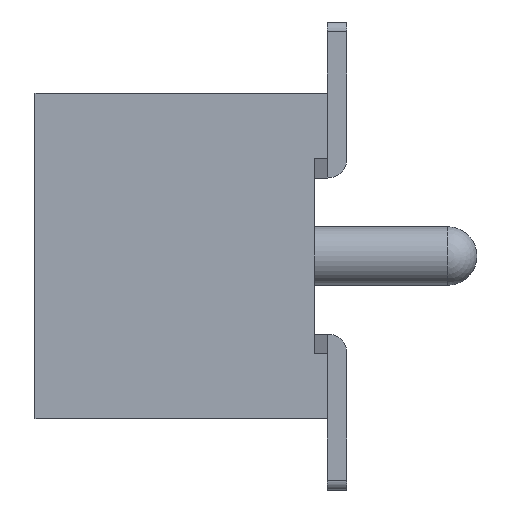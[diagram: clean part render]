
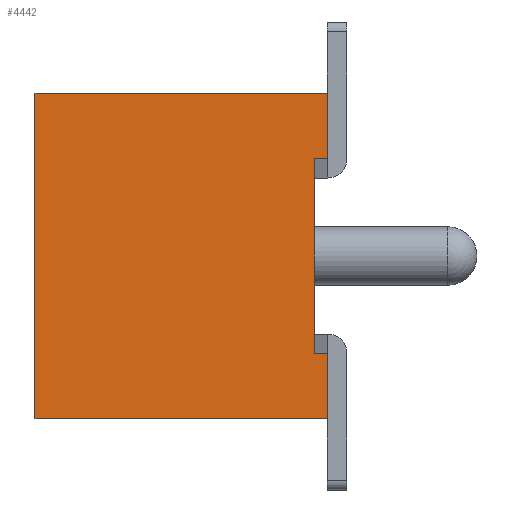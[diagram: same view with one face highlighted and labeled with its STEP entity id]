
A CAD part, left-side view. The second image highlights one B-rep face of the part: STEP entity #4442.
In plain terms, the highlighted planar face has unit normal (-1, 0, 0).
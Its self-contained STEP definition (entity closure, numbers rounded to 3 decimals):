
#664 = LINE ( 'NONE', #9663, #7833 ) ;
#1258 = CARTESIAN_POINT ( 'NONE',  ( -3.2, 0.25, -0.75 ) ) ;
#1344 = DIRECTION ( 'NONE',  ( 0., 0., 1. ) ) ;
#1543 = VECTOR ( 'NONE', #14457, 1000. ) ;
#2349 = VERTEX_POINT ( 'NONE', #25277 ) ;
#2480 = VECTOR ( 'NONE', #9250, 1000. ) ;
#3945 = VERTEX_POINT ( 'NONE', #24650 ) ;
#4282 = VERTEX_POINT ( 'NONE', #17262 ) ;
#4442 = ADVANCED_FACE ( 'NONE', ( #13298 ), #11700, .F. ) ;
#4850 = VERTEX_POINT ( 'NONE', #13035 ) ;
#5138 = LINE ( 'NONE', #17726, #18651 ) ;
#5636 = VECTOR ( 'NONE', #22279, 1000. ) ;
#6348 = EDGE_CURVE ( 'NONE', #2349, #21646, #12554, .T. ) ;
#6591 = VERTEX_POINT ( 'NONE', #12663 ) ;
#7510 = VERTEX_POINT ( 'NONE', #17879 ) ;
#7833 = VECTOR ( 'NONE', #26079, 1000. ) ;
#8190 = CARTESIAN_POINT ( 'NONE',  ( -3.2, 0.15, -1.25 ) ) ;
#8329 = ORIENTED_EDGE ( 'NONE', *, *, #9681, .F. ) ;
#8471 = VECTOR ( 'NONE', #1344, 1000. ) ;
#8687 = CARTESIAN_POINT ( 'NONE',  ( -3.2, 0.15, 1.25 ) ) ;
#9250 = DIRECTION ( 'NONE',  ( 0., 0., 1. ) ) ;
#9663 = CARTESIAN_POINT ( 'NONE',  ( -3.2, -0.25, -0.75 ) ) ;
#9681 = EDGE_CURVE ( 'NONE', #7510, #12875, #23958, .T. ) ;
#9817 = DIRECTION ( 'NONE',  ( 0., 0., -1. ) ) ;
#10145 = EDGE_CURVE ( 'NONE', #6591, #2349, #664, .T. ) ;
#11030 = VECTOR ( 'NONE', #21953, 1000. ) ;
#11393 = CARTESIAN_POINT ( 'NONE',  ( -3.2, 0.15, 1.25 ) ) ;
#11700 = PLANE ( 'NONE',  #25458 ) ;
#11767 = CARTESIAN_POINT ( 'NONE',  ( -3.2, 2.4, 1.25 ) ) ;
#12427 = ORIENTED_EDGE ( 'NONE', *, *, #26290, .T. ) ;
#12554 = LINE ( 'NONE', #8190, #1543 ) ;
#12663 = CARTESIAN_POINT ( 'NONE',  ( -3.2, 0.25, -0.75 ) ) ;
#12875 = VERTEX_POINT ( 'NONE', #8687 ) ;
#13035 = CARTESIAN_POINT ( 'NONE',  ( -3.2, 0.25, 0.75 ) ) ;
#13298 = FACE_OUTER_BOUND ( 'NONE', #16678, .T. ) ;
#13915 = LINE ( 'NONE', #1258, #8471 ) ;
#14005 = ORIENTED_EDGE ( 'NONE', *, *, #10145, .F. ) ;
#14165 = EDGE_CURVE ( 'NONE', #4282, #21646, #23258, .T. ) ;
#14457 = DIRECTION ( 'NONE',  ( 0., 0., -1. ) ) ;
#15630 = ORIENTED_EDGE ( 'NONE', *, *, #17332, .T. ) ;
#15846 = DIRECTION ( 'NONE',  ( 1., 0., 0. ) ) ;
#16031 = CARTESIAN_POINT ( 'NONE',  ( -3.2, 2.4, -1.25 ) ) ;
#16678 = EDGE_LOOP ( 'NONE', ( #22078, #20613, #23350, #14005, #15630, #20173, #12427, #8329 ) ) ;
#17262 = CARTESIAN_POINT ( 'NONE',  ( -3.2, 2.4, -1.25 ) ) ;
#17332 = EDGE_CURVE ( 'NONE', #6591, #4850, #13915, .T. ) ;
#17651 = DIRECTION ( 'NONE',  ( 0., -1., 0. ) ) ;
#17726 = CARTESIAN_POINT ( 'NONE',  ( -3.2, 2.4, 1.25 ) ) ;
#17879 = CARTESIAN_POINT ( 'NONE',  ( -3.2, 2.4, 1.25 ) ) ;
#18651 = VECTOR ( 'NONE', #19169, 1000. ) ;
#18706 = LINE ( 'NONE', #26165, #22903 ) ;
#19169 = DIRECTION ( 'NONE',  ( 0., 0., 1. ) ) ;
#19970 = CARTESIAN_POINT ( 'NONE',  ( -3.2, 2.4, 1.25 ) ) ;
#20161 = EDGE_CURVE ( 'NONE', #4282, #7510, #5138, .T. ) ;
#20173 = ORIENTED_EDGE ( 'NONE', *, *, #22517, .T. ) ;
#20613 = ORIENTED_EDGE ( 'NONE', *, *, #14165, .T. ) ;
#21646 = VERTEX_POINT ( 'NONE', #25361 ) ;
#21953 = DIRECTION ( 'NONE',  ( 0., -1., 0. ) ) ;
#22078 = ORIENTED_EDGE ( 'NONE', *, *, #20161, .F. ) ;
#22279 = DIRECTION ( 'NONE',  ( 0., -1., 0. ) ) ;
#22517 = EDGE_CURVE ( 'NONE', #4850, #3945, #18706, .T. ) ;
#22903 = VECTOR ( 'NONE', #17651, 1000. ) ;
#23258 = LINE ( 'NONE', #16031, #11030 ) ;
#23350 = ORIENTED_EDGE ( 'NONE', *, *, #6348, .F. ) ;
#23958 = LINE ( 'NONE', #11767, #5636 ) ;
#24650 = CARTESIAN_POINT ( 'NONE',  ( -3.2, 0.15, 0.75 ) ) ;
#25277 = CARTESIAN_POINT ( 'NONE',  ( -3.2, 0.15, -0.75 ) ) ;
#25361 = CARTESIAN_POINT ( 'NONE',  ( -3.2, 0.15, -1.25 ) ) ;
#25458 = AXIS2_PLACEMENT_3D ( 'NONE', #19970, #15846, #9817 ) ;
#25645 = LINE ( 'NONE', #11393, #2480 ) ;
#26079 = DIRECTION ( 'NONE',  ( 0., -1., 0. ) ) ;
#26165 = CARTESIAN_POINT ( 'NONE',  ( -3.2, -0.25, 0.75 ) ) ;
#26290 = EDGE_CURVE ( 'NONE', #3945, #12875, #25645, .T. ) ;
